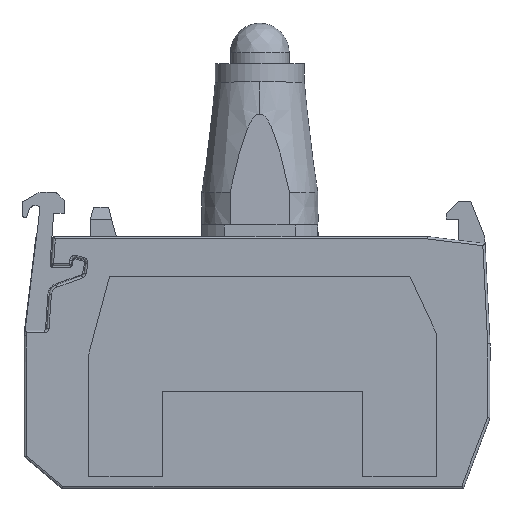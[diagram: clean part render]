
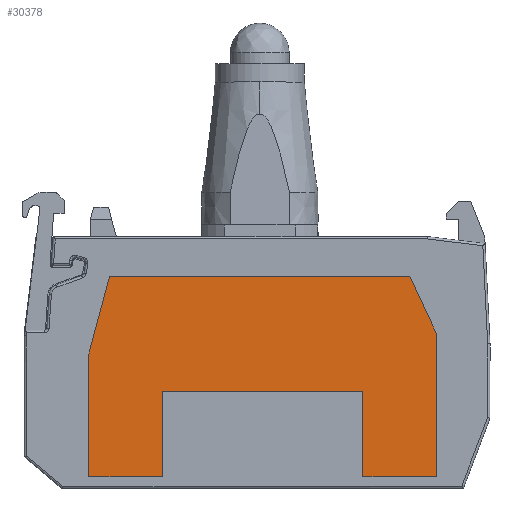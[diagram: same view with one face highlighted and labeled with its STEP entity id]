
A CAD part, top view. The second image highlights one B-rep face of the part: STEP entity #30378.
In plain terms, the highlighted planar face has unit normal (0, 0, 1).
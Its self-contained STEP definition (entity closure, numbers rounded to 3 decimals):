
#12554 = VERTEX_POINT( '', #33214 );
#14556 = EDGE_CURVE( '', #12554, #28166, #35386, .T. );
#14764 = VERTEX_POINT( '', #35611 );
#16606 = EDGE_CURVE( '', #20214, #28166, #37612, .T. );
#17022 = EDGE_CURVE( '', #28438, #18754, #38065, .T. );
#17348 = VERTEX_POINT( '', #38416 );
#17618 = EDGE_CURVE( '', #17348, #12554, #38708, .T. );
#18700 = EDGE_CURVE( '', #28352, #28438, #39896, .T. );
#18754 = VERTEX_POINT( '', #39954 );
#20176 = EDGE_CURVE( '', #28352, #14764, #41497, .T. );
#20214 = VERTEX_POINT( '', #41538 );
#20728 = VERTEX_POINT( '', #42106 );
#21260 = EDGE_CURVE( '', #14764, #20728, #42671, .T. );
#23172 = VERTEX_POINT( '', #44771 );
#24462 = EDGE_CURVE( '', #18754, #20214, #46180, .T. );
#25806 = EDGE_CURVE( '', #17348, #23172, #47651, .T. );
#27284 = EDGE_CURVE( '', #23172, #20728, #49252, .T. );
#28166 = VERTEX_POINT( '', #50205 );
#28352 = VERTEX_POINT( '', #50409 );
#28438 = VERTEX_POINT( '', #50501 );
#30378 = ADVANCED_FACE( 'Solide.5 (  de JELE 50126 : issu de *SOL6 - wsp *MASTER -  ) ( Brep de *SOL6 )', ( #52624 ), #52625, .T. );
#33214 = CARTESIAN_POINT( '', ( 8.8, 1., 8. ) );
#35386 = LINE( '', #60506, #60507 );
#35611 = CARTESIAN_POINT( '', ( -14.6, 1., 8. ) );
#37612 = LINE( '', #64089, #64090 );
#38065 = LINE( '', #64767, #64768 );
#38416 = CARTESIAN_POINT( '', ( 8.8, 8.3, 8. ) );
#38708 = LINE( '', #65761, #65762 );
#39896 = LINE( '', #67669, #67670 );
#39954 = CARTESIAN_POINT( '', ( 12.805, 18.1, 8. ) );
#41497 = LINE( '', #70099, #70100 );
#41538 = CARTESIAN_POINT( '', ( 15.1, 13.179, 8. ) );
#42106 = CARTESIAN_POINT( '', ( -8.3, 1., 8. ) );
#42671 = LINE( '', #71923, #71924 );
#44771 = CARTESIAN_POINT( '', ( -8.3, 8.3, 8. ) );
#46180 = LINE( '', #77481, #77482 );
#47651 = LINE( '', #79916, #79917 );
#49252 = LINE( '', #82453, #82454 );
#50205 = CARTESIAN_POINT( '', ( 15.1, 1., 8. ) );
#50409 = CARTESIAN_POINT( '', ( -14.6, 11.477, 8. ) );
#50501 = CARTESIAN_POINT( '', ( -12.825, 18.1, 8. ) );
#52624 = FACE_OUTER_BOUND( '', #87681, .T. );
#52625 = PLANE( '', #87682 );
#60506 = CARTESIAN_POINT( '', ( 11.95, 1., 8. ) );
#60507 = VECTOR( '', #93025, 1. );
#64089 = CARTESIAN_POINT( '', ( 15.1, 7.089, 8. ) );
#64090 = VECTOR( '', #95310, 1. );
#64767 = CARTESIAN_POINT( '', ( -0.01, 18.1, 8. ) );
#64768 = VECTOR( '', #95755, 1. );
#65761 = CARTESIAN_POINT( '', ( 8.8, 4.65, 8. ) );
#65762 = VECTOR( '', #96369, 1. );
#67669 = CARTESIAN_POINT( '', ( -13.713, 14.789, 8. ) );
#67670 = VECTOR( '', #97607, 1. );
#70099 = CARTESIAN_POINT( '', ( -14.6, 6.239, 8. ) );
#70100 = VECTOR( '', #99263, 1. );
#71923 = CARTESIAN_POINT( '', ( -11.45, 1., 8. ) );
#71924 = VECTOR( '', #100390, 1. );
#77481 = CARTESIAN_POINT( '', ( 13.953, 15.639, 8. ) );
#77482 = VECTOR( '', #104137, 1. );
#79916 = CARTESIAN_POINT( '', ( 0.25, 8.3, 8. ) );
#79917 = VECTOR( '', #105710, 1. );
#82453 = CARTESIAN_POINT( '', ( -8.3, 4.65, 8. ) );
#82454 = VECTOR( '', #107385, 1. );
#87681 = EDGE_LOOP( '', ( #110708, #110709, #110710, #110711, #110712, #110713, #110714, #110715, #110716, #110717 ) );
#87682 = AXIS2_PLACEMENT_3D( '', #110718, #110719, #110720 );
#93025 = DIRECTION( '', ( 1., 0., 0. ) );
#95310 = DIRECTION( '', ( 0., -1., 0. ) );
#95755 = DIRECTION( '', ( 1., 0., 0. ) );
#96369 = DIRECTION( '', ( 0., -1., 0. ) );
#97607 = DIRECTION( '', ( 0.259, 0.966, 0. ) );
#99263 = DIRECTION( '', ( 0., -1., 0. ) );
#100390 = DIRECTION( '', ( 1., 0., 0. ) );
#104137 = DIRECTION( '', ( 0.423, -0.906, 0. ) );
#105710 = DIRECTION( '', ( -1., 0., 0. ) );
#107385 = DIRECTION( '', ( 0., -1., 0. ) );
#110708 = ORIENTED_EDGE( '', *, *, #25806, .F. );
#110709 = ORIENTED_EDGE( '', *, *, #17618, .T. );
#110710 = ORIENTED_EDGE( '', *, *, #14556, .T. );
#110711 = ORIENTED_EDGE( '', *, *, #16606, .F. );
#110712 = ORIENTED_EDGE( '', *, *, #24462, .F. );
#110713 = ORIENTED_EDGE( '', *, *, #17022, .F. );
#110714 = ORIENTED_EDGE( '', *, *, #18700, .F. );
#110715 = ORIENTED_EDGE( '', *, *, #20176, .T. );
#110716 = ORIENTED_EDGE( '', *, *, #21260, .T. );
#110717 = ORIENTED_EDGE( '', *, *, #27284, .F. );
#110718 = CARTESIAN_POINT( '', ( 0.25, 0., 8. ) );
#110719 = DIRECTION( '', ( 0., 0., 1. ) );
#110720 = DIRECTION( '', ( 0., 1., 0. ) );
